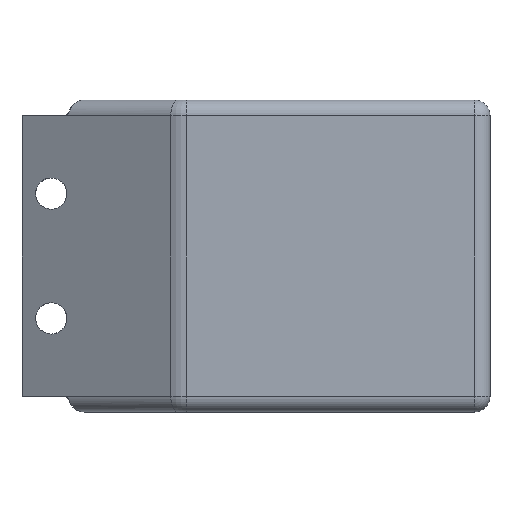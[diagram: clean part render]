
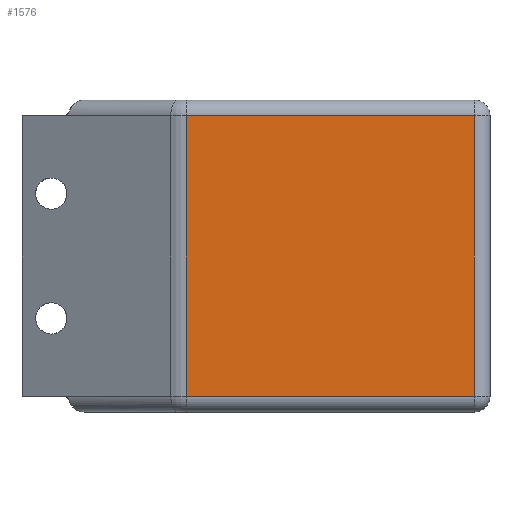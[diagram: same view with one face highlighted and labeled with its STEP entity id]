
A CAD part, front view. The second image highlights one B-rep face of the part: STEP entity #1576.
In plain terms, the highlighted planar face has unit normal (0, -1, 0).
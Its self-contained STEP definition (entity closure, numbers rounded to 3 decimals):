
#93 = FACE_OUTER_BOUND ( 'NONE', #858, .T. ) ;
#108 = CARTESIAN_POINT ( 'NONE',  ( 0., 0., 45. ) ) ;
#113 = VERTEX_POINT ( 'NONE', #1417 ) ;
#210 = DIRECTION ( 'NONE',  ( 1., 0., 0. ) ) ;
#333 = LINE ( 'NONE', #1883, #1637 ) ;
#421 = VECTOR ( 'NONE', #915, 1000. ) ;
#442 = VECTOR ( 'NONE', #1500, 1000. ) ;
#462 = LINE ( 'NONE', #740, #421 ) ;
#474 = VERTEX_POINT ( 'NONE', #1545 ) ;
#597 = PLANE ( 'NONE',  #848 ) ;
#629 = DIRECTION ( 'NONE',  ( -1., 0., 0. ) ) ;
#740 = CARTESIAN_POINT ( 'NONE',  ( 2.679, 0., 50. ) ) ;
#774 = DIRECTION ( 'NONE',  ( 0., 0., 1. ) ) ;
#848 = AXIS2_PLACEMENT_3D ( 'NONE', #1444, #1771, #774 ) ;
#858 = EDGE_LOOP ( 'NONE', ( #1638, #2002, #1464, #960 ) ) ;
#915 = DIRECTION ( 'NONE',  ( 0., 0., -1. ) ) ;
#960 = ORIENTED_EDGE ( 'NONE', *, *, #1203, .T. ) ;
#1062 = VERTEX_POINT ( 'NONE', #1468 ) ;
#1125 = EDGE_CURVE ( 'NONE', #474, #1062, #1788, .T. ) ;
#1131 = VECTOR ( 'NONE', #629, 1000. ) ;
#1203 = EDGE_CURVE ( 'NONE', #2165, #474, #333, .T. ) ;
#1417 = CARTESIAN_POINT ( 'NONE',  ( 2.679, 0., 45. ) ) ;
#1418 = CARTESIAN_POINT ( 'NONE',  ( 2.679, 0., -45. ) ) ;
#1444 = CARTESIAN_POINT ( 'NONE',  ( 0., 0., 50. ) ) ;
#1464 = ORIENTED_EDGE ( 'NONE', *, *, #1846, .T. ) ;
#1468 = CARTESIAN_POINT ( 'NONE',  ( 95., 0., 45. ) ) ;
#1500 = DIRECTION ( 'NONE',  ( 0., 0., 1. ) ) ;
#1545 = CARTESIAN_POINT ( 'NONE',  ( 95., 0., -45. ) ) ;
#1576 = ADVANCED_FACE ( 'NONE', ( #93 ), #597, .F. ) ;
#1588 = LINE ( 'NONE', #108, #1131 ) ;
#1637 = VECTOR ( 'NONE', #210, 1000. ) ;
#1638 = ORIENTED_EDGE ( 'NONE', *, *, #1125, .T. ) ;
#1688 = EDGE_CURVE ( 'NONE', #1062, #113, #1588, .T. ) ;
#1771 = DIRECTION ( 'NONE',  ( 0., 1., 0. ) ) ;
#1788 = LINE ( 'NONE', #1993, #442 ) ;
#1846 = EDGE_CURVE ( 'NONE', #113, #2165, #462, .T. ) ;
#1883 = CARTESIAN_POINT ( 'NONE',  ( 100., 0., -45. ) ) ;
#1993 = CARTESIAN_POINT ( 'NONE',  ( 95., 0., 50. ) ) ;
#2002 = ORIENTED_EDGE ( 'NONE', *, *, #1688, .T. ) ;
#2165 = VERTEX_POINT ( 'NONE', #1418 ) ;
